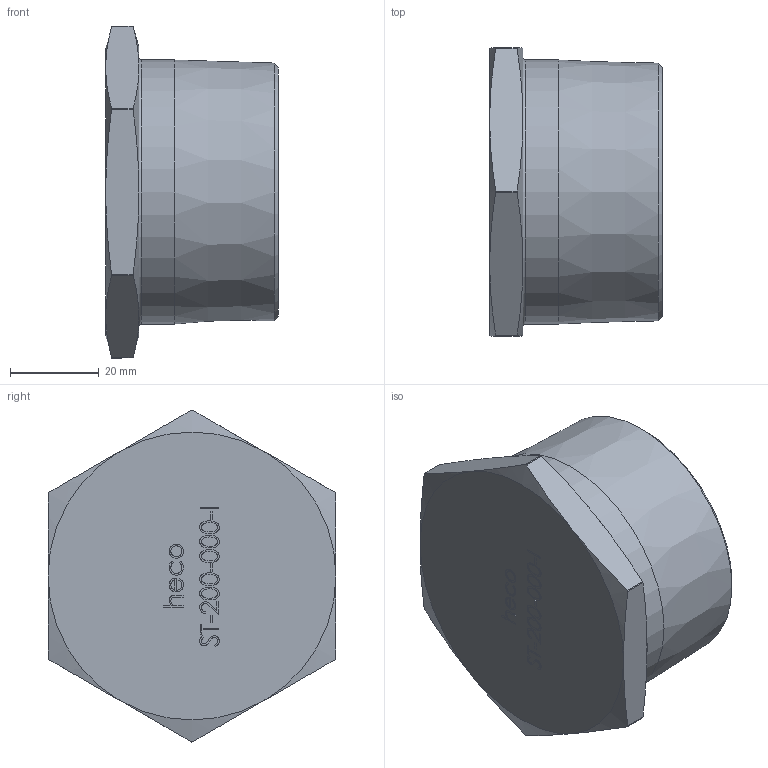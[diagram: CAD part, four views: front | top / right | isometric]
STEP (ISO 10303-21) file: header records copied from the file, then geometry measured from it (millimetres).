
FILE_DESCRIPTION (( 'STEP AP214' ), '1' );
FILE_NAME ('heco_ST-200-000-I.STEP', '2016-07-05T09:40:30', ( '' ), ( '' ), 'SwSTEP 2.0', 'SolidWorks 2011', '' );
FILE_SCHEMA (( 'AUTOMOTIVE_DESIGN' ));
Length unit declared in the file: millimetre
Products named in the file (1): heco_ST-200-000-I
Bounding box: 39.05 x 65 x 74.96 mm (x, y, z)
Volume: 42109.8 mm3; surface area: 19717.6 mm2
Topology: 1 solids, 1 shells, 204 faces, 515 edges, 338 vertices
Faces by surface type: bspline 101, plane 78, cone 15, cylinder 8, torus 2
Full cylindrical faces by diameter (mm): 50.5 x1, 59.614 x1
Entity records: 14082 total; most frequent: CARTESIAN_POINT 8170, ORIENTED_EDGE 1014, EDGE_CURVE 507, DIRECTION 498, VERTEX_POINT 337, LINE 248, VECTOR 248, EDGE_LOOP 236
